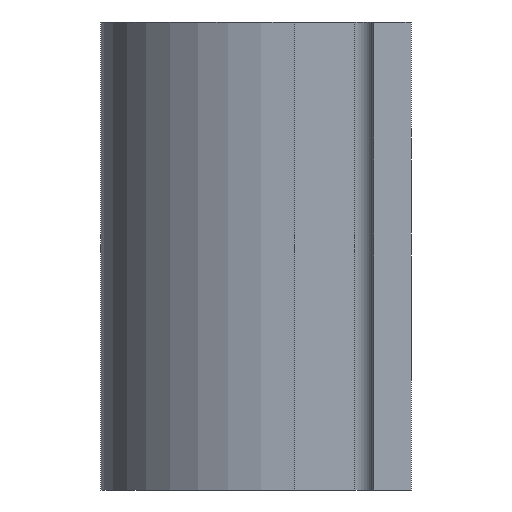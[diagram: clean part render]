
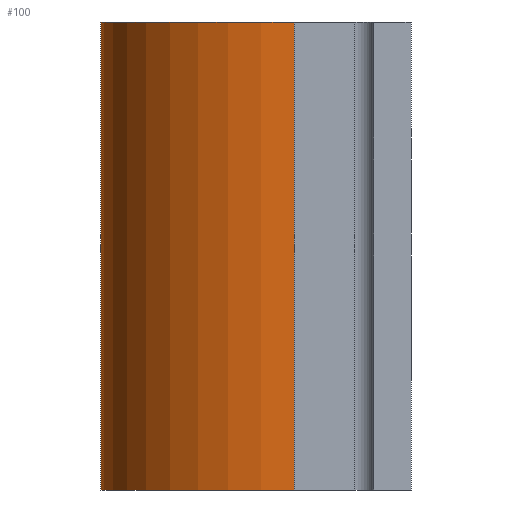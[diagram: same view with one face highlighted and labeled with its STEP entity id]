
A CAD part, left-side view. The second image highlights one B-rep face of the part: STEP entity #100.
In plain terms, the highlighted cylindrical face has radius 7.874 mm (diameter 15.748 mm), a partial arc.
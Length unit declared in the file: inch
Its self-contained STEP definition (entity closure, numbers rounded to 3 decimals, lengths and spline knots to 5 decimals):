
#1 = VERTEX_POINT ( 'NONE', #279 ) ;
#21 = ORIENTED_EDGE ( 'NONE', *, *, #414, .T. ) ;
#39 = EDGE_CURVE ( 'NONE', #481, #1, #555, .T. ) ;
#68 = CARTESIAN_POINT ( 'NONE',  ( 1.372, 0.187, 0.375 ) ) ;
#70 = VERTEX_POINT ( 'NONE', #77 ) ;
#77 = CARTESIAN_POINT ( 'NONE',  ( 0.752, 0.187, -0.375 ) ) ;
#100 = ADVANCED_FACE ( 'NONE', ( #187 ), #506, .T. ) ;
#113 = EDGE_LOOP ( 'NONE', ( #174, #510, #21, #530 ) ) ;
#115 = VECTOR ( 'NONE', #188, 39.37008 ) ;
#117 = CARTESIAN_POINT ( 'NONE',  ( 1.062, 0.187, 0.375 ) ) ;
#127 = VERTEX_POINT ( 'NONE', #181 ) ;
#149 = CARTESIAN_POINT ( 'NONE',  ( 1.062, 0.187, -0.375 ) ) ;
#166 = DIRECTION ( 'NONE',  ( 1., 0., 0. ) ) ;
#173 = EDGE_CURVE ( 'NONE', #70, #1, #476, .T. ) ;
#174 = ORIENTED_EDGE ( 'NONE', *, *, #173, .F. ) ;
#181 = CARTESIAN_POINT ( 'NONE',  ( 0.752, 0.187, 0.375 ) ) ;
#187 = FACE_OUTER_BOUND ( 'NONE', #113, .T. ) ;
#188 = DIRECTION ( 'NONE',  ( 0., 0., -1. ) ) ;
#230 = EDGE_CURVE ( 'NONE', #127, #70, #236, .T. ) ;
#236 = LINE ( 'NONE', #517, #115 ) ;
#244 = DIRECTION ( 'NONE',  ( 1., 0., 0. ) ) ;
#275 = CARTESIAN_POINT ( 'NONE',  ( 1.062, 0.187, 0.375 ) ) ;
#279 = CARTESIAN_POINT ( 'NONE',  ( 1.372, 0.187, -0.375 ) ) ;
#294 = DIRECTION ( 'NONE',  ( 0., 0., -1. ) ) ;
#319 = DIRECTION ( 'NONE',  ( 0., 0., -1. ) ) ;
#342 = VECTOR ( 'NONE', #531, 39.37008 ) ;
#357 = AXIS2_PLACEMENT_3D ( 'NONE', #117, #405, #166 ) ;
#405 = DIRECTION ( 'NONE',  ( 0., 0., -1. ) ) ;
#414 = EDGE_CURVE ( 'NONE', #127, #481, #485, .T. ) ;
#425 = CARTESIAN_POINT ( 'NONE',  ( 1.372, 0.187, 0.375 ) ) ;
#429 = AXIS2_PLACEMENT_3D ( 'NONE', #275, #319, #556 ) ;
#462 = AXIS2_PLACEMENT_3D ( 'NONE', #149, #294, #244 ) ;
#476 = CIRCLE ( 'NONE', #462, 0.31 ) ;
#481 = VERTEX_POINT ( 'NONE', #68 ) ;
#485 = CIRCLE ( 'NONE', #357, 0.31 ) ;
#506 = CYLINDRICAL_SURFACE ( 'NONE', #429, 0.31 ) ;
#510 = ORIENTED_EDGE ( 'NONE', *, *, #230, .F. ) ;
#517 = CARTESIAN_POINT ( 'NONE',  ( 0.752, 0.187, 0.375 ) ) ;
#530 = ORIENTED_EDGE ( 'NONE', *, *, #39, .T. ) ;
#531 = DIRECTION ( 'NONE',  ( 0., 0., -1. ) ) ;
#555 = LINE ( 'NONE', #425, #342 ) ;
#556 = DIRECTION ( 'NONE',  ( -1., 0., 0. ) ) ;
